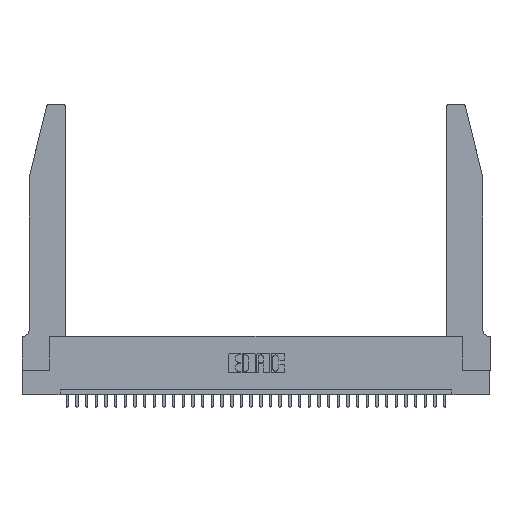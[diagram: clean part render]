
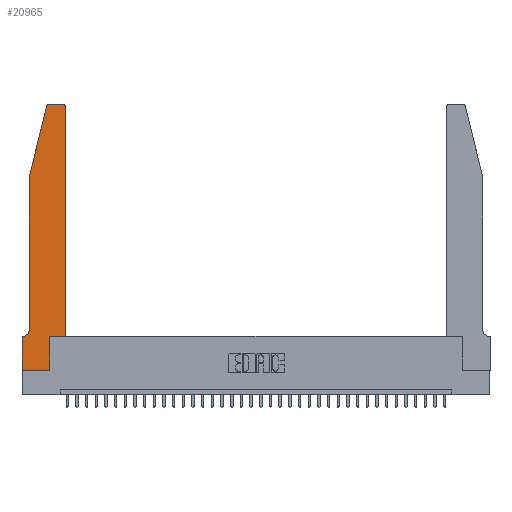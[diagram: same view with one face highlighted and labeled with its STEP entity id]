
A CAD part, top view. The second image highlights one B-rep face of the part: STEP entity #20965.
In plain terms, the highlighted planar face has unit normal (0, 0, 1).
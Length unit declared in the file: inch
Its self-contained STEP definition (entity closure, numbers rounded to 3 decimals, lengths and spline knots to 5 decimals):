
#392 = LINE ( 'NONE', #31717, #28390 ) ;
#778 = CARTESIAN_POINT ( 'NONE',  ( 0.4505, 0.35, 0.37 ) ) ;
#873 = EDGE_CURVE ( 'NONE', #3538, #23392, #33396, .T. ) ;
#916 = LINE ( 'NONE', #16108, #11900 ) ;
#966 = DIRECTION ( 'NONE',  ( 1., 0., 0. ) ) ;
#2821 = VERTEX_POINT ( 'NONE', #10637 ) ;
#3033 = ORIENTED_EDGE ( 'NONE', *, *, #30964, .T. ) ;
#3098 = VERTEX_POINT ( 'NONE', #23803 ) ;
#3398 = DIRECTION ( 'NONE',  ( 0., 0., 1. ) ) ;
#3538 = VERTEX_POINT ( 'NONE', #19796 ) ;
#3673 = EDGE_CURVE ( 'NONE', #23392, #10965, #31332, .T. ) ;
#3893 = EDGE_CURVE ( 'NONE', #10965, #3098, #24465, .T. ) ;
#3992 = CARTESIAN_POINT ( 'NONE',  ( 0.4205, 2.72, 0.37 ) ) ;
#4998 = EDGE_LOOP ( 'NONE', ( #30586, #23900, #23062, #19153, #23779, #11372, #12311, #6452, #3033, #23127, #7018, #5192 ) ) ;
#5011 = VECTOR ( 'NONE', #9474, 39.37008 ) ;
#5027 = EDGE_CURVE ( 'NONE', #16519, #17658, #9564, .T. ) ;
#5192 = ORIENTED_EDGE ( 'NONE', *, *, #873, .T. ) ;
#6452 = ORIENTED_EDGE ( 'NONE', *, *, #34909, .T. ) ;
#7010 = CARTESIAN_POINT ( 'NONE',  ( 0.0755, 0.35, 0.37 ) ) ;
#7018 = ORIENTED_EDGE ( 'NONE', *, *, #32589, .T. ) ;
#7038 = EDGE_CURVE ( 'NONE', #17658, #2821, #11529, .T. ) ;
#7323 = CARTESIAN_POINT ( 'NONE',  ( 0., 0., 0.37 ) ) ;
#7793 = CARTESIAN_POINT ( 'NONE',  ( 0., 0., 0.37 ) ) ;
#8124 = CARTESIAN_POINT ( 'NONE',  ( 0.0055, 0.42, 0.37 ) ) ;
#8268 = DIRECTION ( 'NONE',  ( -0.239, -0.971, 0. ) ) ;
#8626 = CARTESIAN_POINT ( 'NONE',  ( 0.2865, 0.35, 0.37 ) ) ;
#8737 = LINE ( 'NONE', #8626, #17672 ) ;
#9292 = PLANE ( 'NONE',  #31593 ) ;
#9474 = DIRECTION ( 'NONE',  ( -1., 0., 0. ) ) ;
#9501 = VERTEX_POINT ( 'NONE', #7793 ) ;
#9522 = AXIS2_PLACEMENT_3D ( 'NONE', #3992, #34120, #23305 ) ;
#9529 = EDGE_CURVE ( 'NONE', #25265, #31799, #29760, .T. ) ;
#9564 = CIRCLE ( 'NONE', #26658, 0.07 ) ;
#9860 = VECTOR ( 'NONE', #17676, 39.37008 ) ;
#9916 = EDGE_CURVE ( 'NONE', #3098, #23294, #916, .T. ) ;
#9917 = VECTOR ( 'NONE', #31930, 39.37008 ) ;
#10637 = CARTESIAN_POINT ( 'NONE',  ( 0., 0.35, 0.37 ) ) ;
#10840 = EDGE_CURVE ( 'NONE', #23294, #16519, #392, .T. ) ;
#10965 = VERTEX_POINT ( 'NONE', #21262 ) ;
#11372 = ORIENTED_EDGE ( 'NONE', *, *, #7038, .T. ) ;
#11529 = LINE ( 'NONE', #7010, #9860 ) ;
#11900 = VECTOR ( 'NONE', #8268, 39.37008 ) ;
#12311 = ORIENTED_EDGE ( 'NONE', *, *, #31158, .T. ) ;
#13677 = CARTESIAN_POINT ( 'NONE',  ( 0.0755, 0.42, 0.37 ) ) ;
#14001 = DIRECTION ( 'NONE',  ( 1., 0., 0. ) ) ;
#14223 = CARTESIAN_POINT ( 'NONE',  ( 0., 0., 0.37 ) ) ;
#15412 = CARTESIAN_POINT ( 'NONE',  ( 0.0055, 0.35, 0.37 ) ) ;
#16108 = CARTESIAN_POINT ( 'NONE',  ( 0.0755, 2., 0.37 ) ) ;
#16519 = VERTEX_POINT ( 'NONE', #13677 ) ;
#16537 = CARTESIAN_POINT ( 'NONE',  ( 0.2865, 0.35, 0.37 ) ) ;
#17111 = CARTESIAN_POINT ( 'NONE',  ( 0., 0.35, 0.37 ) ) ;
#17114 = LINE ( 'NONE', #20783, #9917 ) ;
#17640 = CARTESIAN_POINT ( 'NONE',  ( 0.2605, 2.75, 0.37 ) ) ;
#17658 = VERTEX_POINT ( 'NONE', #15412 ) ;
#17672 = VECTOR ( 'NONE', #25104, 39.37008 ) ;
#17676 = DIRECTION ( 'NONE',  ( -1., 0., 0. ) ) ;
#19149 = VECTOR ( 'NONE', #22225, 39.37008 ) ;
#19153 = ORIENTED_EDGE ( 'NONE', *, *, #10840, .T. ) ;
#19286 = DIRECTION ( 'NONE',  ( -1., 0., 0. ) ) ;
#19796 = CARTESIAN_POINT ( 'NONE',  ( 0.4505, 2.72, 0.37 ) ) ;
#20783 = CARTESIAN_POINT ( 'NONE',  ( 0.4505, 0.35, 0.37 ) ) ;
#20965 = ADVANCED_FACE ( 'NONE', ( #21637 ), #9292, .T. ) ;
#21262 = CARTESIAN_POINT ( 'NONE',  ( 0.284, 2.75, 0.37 ) ) ;
#21637 = FACE_OUTER_BOUND ( 'NONE', #4998, .T. ) ;
#22225 = DIRECTION ( 'NONE',  ( 1., 0., 0. ) ) ;
#22324 = CARTESIAN_POINT ( 'NONE',  ( 0.284, 2.72, 0.37 ) ) ;
#22406 = LINE ( 'NONE', #14223, #30909 ) ;
#23062 = ORIENTED_EDGE ( 'NONE', *, *, #9916, .T. ) ;
#23123 = DIRECTION ( 'NONE',  ( 0., -1., 0. ) ) ;
#23127 = ORIENTED_EDGE ( 'NONE', *, *, #9529, .T. ) ;
#23294 = VERTEX_POINT ( 'NONE', #31745 ) ;
#23305 = DIRECTION ( 'NONE',  ( 1., 0., 0. ) ) ;
#23392 = VERTEX_POINT ( 'NONE', #27057 ) ;
#23440 = CARTESIAN_POINT ( 'NONE',  ( 0.2865, 0., 0.37 ) ) ;
#23779 = ORIENTED_EDGE ( 'NONE', *, *, #5027, .T. ) ;
#23803 = CARTESIAN_POINT ( 'NONE',  ( 0.25487, 2.72718, 0.37 ) ) ;
#23900 = ORIENTED_EDGE ( 'NONE', *, *, #3893, .T. ) ;
#24465 = CIRCLE ( 'NONE', #28194, 0.03 ) ;
#25033 = DIRECTION ( 'NONE',  ( 0., 0., 1. ) ) ;
#25104 = DIRECTION ( 'NONE',  ( 0., 1., 0. ) ) ;
#25265 = VERTEX_POINT ( 'NONE', #16537 ) ;
#26658 = AXIS2_PLACEMENT_3D ( 'NONE', #8124, #29831, #19286 ) ;
#27057 = CARTESIAN_POINT ( 'NONE',  ( 0.4205, 2.75, 0.37 ) ) ;
#27428 = VECTOR ( 'NONE', #23123, 39.37008 ) ;
#28194 = AXIS2_PLACEMENT_3D ( 'NONE', #22324, #25033, #14001 ) ;
#28390 = VECTOR ( 'NONE', #28845, 39.37008 ) ;
#28845 = DIRECTION ( 'NONE',  ( 0., -1., 0. ) ) ;
#29760 = LINE ( 'NONE', #778, #19149 ) ;
#29831 = DIRECTION ( 'NONE',  ( 0., 0., -1. ) ) ;
#29980 = LINE ( 'NONE', #7323, #27428 ) ;
#30586 = ORIENTED_EDGE ( 'NONE', *, *, #3673, .T. ) ;
#30909 = VECTOR ( 'NONE', #966, 39.37008 ) ;
#30964 = EDGE_CURVE ( 'NONE', #31900, #25265, #8737, .T. ) ;
#31158 = EDGE_CURVE ( 'NONE', #2821, #9501, #29980, .T. ) ;
#31332 = LINE ( 'NONE', #17640, #5011 ) ;
#31593 = AXIS2_PLACEMENT_3D ( 'NONE', #17111, #3398, #33513 ) ;
#31717 = CARTESIAN_POINT ( 'NONE',  ( 0.0755, 2., 0.37 ) ) ;
#31745 = CARTESIAN_POINT ( 'NONE',  ( 0.0755, 2., 0.37 ) ) ;
#31799 = VERTEX_POINT ( 'NONE', #33648 ) ;
#31900 = VERTEX_POINT ( 'NONE', #23440 ) ;
#31930 = DIRECTION ( 'NONE',  ( 0., 1., 0. ) ) ;
#32589 = EDGE_CURVE ( 'NONE', #31799, #3538, #17114, .T. ) ;
#33396 = CIRCLE ( 'NONE', #9522, 0.03 ) ;
#33513 = DIRECTION ( 'NONE',  ( 1., 0., 0. ) ) ;
#33648 = CARTESIAN_POINT ( 'NONE',  ( 0.4505, 0.35, 0.37 ) ) ;
#34120 = DIRECTION ( 'NONE',  ( 0., 0., 1. ) ) ;
#34909 = EDGE_CURVE ( 'NONE', #9501, #31900, #22406, .T. ) ;
